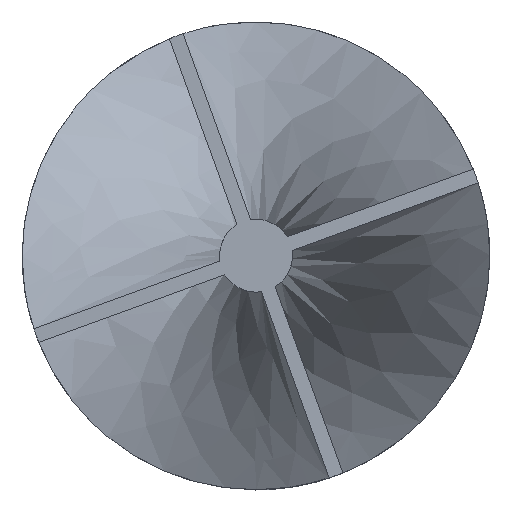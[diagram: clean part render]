
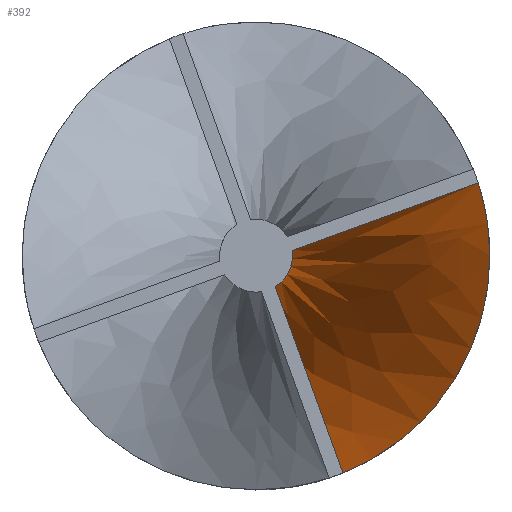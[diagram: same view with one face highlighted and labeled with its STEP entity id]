
A CAD part, top view. The second image highlights one B-rep face of the part: STEP entity #392.
In plain terms, the highlighted free-form (B-spline) face has degree [3, 3] with [4, 10] control points.
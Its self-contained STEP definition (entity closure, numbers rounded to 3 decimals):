
#34=B_SPLINE_SURFACE_WITH_KNOTS('',3,3,((#1030,#1031,#1032,#1033,#1034,
#1035,#1036,#1037,#1038,#1039),(#1040,#1041,#1042,#1043,#1044,#1045,#1046,
#1047,#1048,#1049),(#1050,#1051,#1052,#1053,#1054,#1055,#1056,#1057,#1058,
#1059),(#1060,#1061,#1062,#1063,#1064,#1065,#1066,#1067,#1068,#1069)),
 .UNSPECIFIED.,.F.,.F.,.F.,(4,4),(4,1,1,1,1,1,1,4),(0.075,
0.898),(0.,0.28,0.298,0.516,
0.563,0.742,0.797,1.),.UNSPECIFIED.);
#55=FACE_OUTER_BOUND('',#76,.T.);
#76=EDGE_LOOP('',(#335,#336,#337,#338));
#97=B_SPLINE_CURVE_WITH_KNOTS('',3,(#624,#625,#626,#627,#628,#629,#630,
#631,#632,#633,#634,#635,#636,#637,#638,#639,#640,#641,#642,#643,#644,#645,
#646,#647,#648,#649,#650,#651),.UNSPECIFIED.,.F.,.F.,(4,3,3,3,3,3,3,3,3,
4),(-3.732,-2.889,-2.71,-2.24,
-2.127,-1.945,-1.453,-1.374,
-1.067,0.),.UNSPECIFIED.);
#108=B_SPLINE_CURVE_WITH_KNOTS('',3,(#824,#825,#826,#827,#828,#829,#830,
#831,#832,#833,#834,#835,#836,#837),.UNSPECIFIED.,.F.,.F.,(4,2,2,2,2,2,
4),(-9.884,-8.428,-6.625,-5.637,
-3.198,-1.834,0.),.UNSPECIFIED.);
#123=LINE('',#897,#150);
#133=LINE('',#1070,#160);
#150=VECTOR('',#500,10.);
#160=VECTOR('',#516,10.);
#176=VERTEX_POINT('',#621);
#177=VERTEX_POINT('',#623);
#197=VERTEX_POINT('',#822);
#198=VERTEX_POINT('',#823);
#213=EDGE_CURVE('',#177,#176,#97,.T.);
#237=EDGE_CURVE('',#197,#198,#108,.T.);
#243=EDGE_CURVE('',#176,#197,#123,.T.);
#253=EDGE_CURVE('',#177,#198,#133,.T.);
#335=ORIENTED_EDGE('',*,*,#237,.T.);
#336=ORIENTED_EDGE('',*,*,#253,.F.);
#337=ORIENTED_EDGE('',*,*,#213,.T.);
#338=ORIENTED_EDGE('',*,*,#243,.T.);
#392=ADVANCED_FACE('',(#55),#34,.T.);
#500=DIRECTION('',(0.,-1.,0.));
#516=DIRECTION('',(0.94,0.342,0.));
#621=CARTESIAN_POINT('',(0.,-7.5,1.5));
#623=CARTESIAN_POINT('',(7.418,1.104,50.));
#624=CARTESIAN_POINT('Ctrl Pts',(7.418,1.104,50.));
#625=CARTESIAN_POINT('Ctrl Pts',(7.546,0.244,47.175));
#626=CARTESIAN_POINT('Ctrl Pts',(7.522,-0.519,44.012));
#627=CARTESIAN_POINT('Ctrl Pts',(7.389,-1.284,39.996));
#628=CARTESIAN_POINT('Ctrl Pts',(7.361,-1.447,39.142));
#629=CARTESIAN_POINT('Ctrl Pts',(7.327,-1.61,38.256));
#630=CARTESIAN_POINT('Ctrl Pts',(7.286,-1.778,37.311));
#631=CARTESIAN_POINT('Ctrl Pts',(7.178,-2.22,34.837));
#632=CARTESIAN_POINT('Ctrl Pts',(7.012,-2.738,31.727));
#633=CARTESIAN_POINT('Ctrl Pts',(6.726,-3.319,28.48));
#634=CARTESIAN_POINT('Ctrl Pts',(6.657,-3.458,27.7));
#635=CARTESIAN_POINT('Ctrl Pts',(6.581,-3.601,26.912));
#636=CARTESIAN_POINT('Ctrl Pts',(6.497,-3.747,26.122));
#637=CARTESIAN_POINT('Ctrl Pts',(6.361,-3.983,24.849));
#638=CARTESIAN_POINT('Ctrl Pts',(6.213,-4.209,23.665));
#639=CARTESIAN_POINT('Ctrl Pts',(6.059,-4.42,22.58));
#640=CARTESIAN_POINT('Ctrl Pts',(5.643,-4.991,19.648));
#641=CARTESIAN_POINT('Ctrl Pts',(5.177,-5.457,17.385));
#642=CARTESIAN_POINT('Ctrl Pts',(4.729,-5.821,15.514));
#643=CARTESIAN_POINT('Ctrl Pts',(4.657,-5.88,15.212));
#644=CARTESIAN_POINT('Ctrl Pts',(4.585,-5.936,14.921));
#645=CARTESIAN_POINT('Ctrl Pts',(4.513,-5.99,14.639));
#646=CARTESIAN_POINT('Ctrl Pts',(4.237,-6.199,13.547));
#647=CARTESIAN_POINT('Ctrl Pts',(3.943,-6.389,12.502));
#648=CARTESIAN_POINT('Ctrl Pts',(3.636,-6.56,11.486));
#649=CARTESIAN_POINT('Ctrl Pts',(2.565,-7.153,7.956));
#650=CARTESIAN_POINT('Ctrl Pts',(1.321,-7.5,4.802));
#651=CARTESIAN_POINT('Ctrl Pts',(0.,-7.5,1.5));
#822=CARTESIAN_POINT('',(0.,-48.15,1.5));
#823=CARTESIAN_POINT('',(45.737,15.051,50.));
#824=CARTESIAN_POINT('Ctrl Pts',(0.,-48.15,1.5));
#825=CARTESIAN_POINT('Ctrl Pts',(5.021,-48.15,3.119));
#826=CARTESIAN_POINT('Ctrl Pts',(9.994,-47.367,4.659));
#827=CARTESIAN_POINT('Ctrl Pts',(20.655,-43.934,8.518));
#828=CARTESIAN_POINT('Ctrl Pts',(25.994,-40.966,10.85));
#829=CARTESIAN_POINT('Ctrl Pts',(33.116,-35.106,15.143));
#830=CARTESIAN_POINT('Ctrl Pts',(35.373,-32.82,16.769));
#831=CARTESIAN_POINT('Ctrl Pts',(42.275,-24.328,22.808));
#832=CARTESIAN_POINT('Ctrl Pts',(45.301,-17.644,27.608));
#833=CARTESIAN_POINT('Ctrl Pts',(47.718,-7.454,34.747));
#834=CARTESIAN_POINT('Ctrl Pts',(48.155,-3.703,37.336));
#835=CARTESIAN_POINT('Ctrl Pts',(48.143,5.123,43.328));
#836=CARTESIAN_POINT('Ctrl Pts',(47.34,10.18,46.675));
#837=CARTESIAN_POINT('Ctrl Pts',(45.737,15.051,50.));
#897=CARTESIAN_POINT('',(0.,-2.,1.5));
#1030=CARTESIAN_POINT('Ctrl Pts',(0.,-6.134,
1.5));
#1031=CARTESIAN_POINT('Ctrl Pts',(1.482,-5.905,5.833));
#1032=CARTESIAN_POINT('Ctrl Pts',(2.909,-5.519,10.533));
#1033=CARTESIAN_POINT('Ctrl Pts',(4.948,-4.615,18.785));
#1034=CARTESIAN_POINT('Ctrl Pts',(5.879,-4.017,23.375));
#1035=CARTESIAN_POINT('Ctrl Pts',(6.866,-2.92,30.636));
#1036=CARTESIAN_POINT('Ctrl Pts',(7.224,-2.145,35.264));
#1037=CARTESIAN_POINT('Ctrl Pts',(7.238,-0.84,42.456));
#1038=CARTESIAN_POINT('Ctrl Pts',(6.874,-0.006,
46.699));
#1039=CARTESIAN_POINT('Ctrl Pts',(6.277,0.689,50.));
#1040=CARTESIAN_POINT('Ctrl Pts',(0.,-21.22,
1.5));
#1041=CARTESIAN_POINT('Ctrl Pts',(4.041,-20.204,5.274));
#1042=CARTESIAN_POINT('Ctrl Pts',(8.044,-18.587,9.594));
#1043=CARTESIAN_POINT('Ctrl Pts',(13.945,-14.839,17.567));
#1044=CARTESIAN_POINT('Ctrl Pts',(16.725,-12.371,22.162));
#1045=CARTESIAN_POINT('Ctrl Pts',(19.826,-7.901,29.639));
#1046=CARTESIAN_POINT('Ctrl Pts',(21.089,-4.784,34.496));
#1047=CARTESIAN_POINT('Ctrl Pts',(21.775,0.281,42.071));
#1048=CARTESIAN_POINT('Ctrl Pts',(21.346,3.388,46.543));
#1049=CARTESIAN_POINT('Ctrl Pts',(20.453,5.848,50.));
#1050=CARTESIAN_POINT('Ctrl Pts',(0.,-36.305,
1.5));
#1051=CARTESIAN_POINT('Ctrl Pts',(6.6,-34.502,4.715));
#1052=CARTESIAN_POINT('Ctrl Pts',(13.54,-32.174,8.385));
#1053=CARTESIAN_POINT('Ctrl Pts',(24.14,-26.171,15.807));
#1054=CARTESIAN_POINT('Ctrl Pts',(29.282,-22.011,20.35));
#1055=CARTESIAN_POINT('Ctrl Pts',(34.533,-13.892,28.211));
#1056=CARTESIAN_POINT('Ctrl Pts',(36.352,-8.042,33.498));
#1057=CARTESIAN_POINT('Ctrl Pts',(36.848,1.245,41.648));
#1058=CARTESIAN_POINT('Ctrl Pts',(35.818,6.782,46.387));
#1059=CARTESIAN_POINT('Ctrl Pts',(34.628,11.007,50.));
#1060=CARTESIAN_POINT('Ctrl Pts',(0.,-51.39,
1.5));
#1061=CARTESIAN_POINT('Ctrl Pts',(9.159,-48.801,4.157));
#1062=CARTESIAN_POINT('Ctrl Pts',(18.699,-45.274,7.429));
#1063=CARTESIAN_POINT('Ctrl Pts',(33.212,-36.465,14.554));
#1064=CARTESIAN_POINT('Ctrl Pts',(40.237,-30.446,19.099));
#1065=CARTESIAN_POINT('Ctrl Pts',(47.604,-18.936,27.188));
#1066=CARTESIAN_POINT('Ctrl Pts',(50.306,-10.719,32.716));
#1067=CARTESIAN_POINT('Ctrl Pts',(51.42,2.356,41.26));
#1068=CARTESIAN_POINT('Ctrl Pts',(50.29,10.175,46.231));
#1069=CARTESIAN_POINT('Ctrl Pts',(48.804,16.167,50.));
#1070=CARTESIAN_POINT('',(2.392,-0.725,50.));
